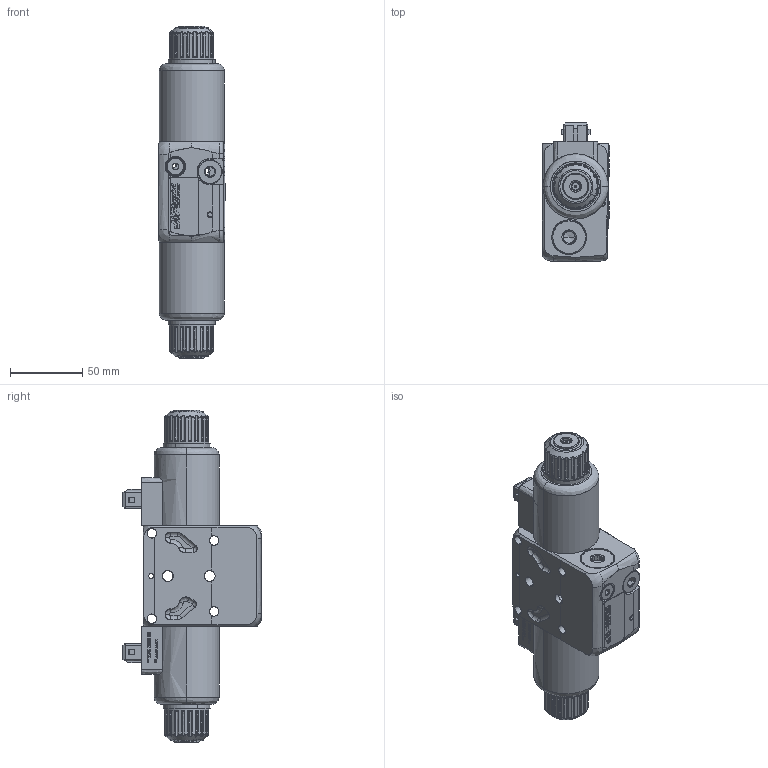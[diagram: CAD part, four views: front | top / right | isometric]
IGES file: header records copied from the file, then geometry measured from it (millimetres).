
Start section: SolidWorks IGES file using analytic representation for surfaces
Global section: file name: CXDH3CA--N---AJ1.igs; native system: SolidWorks 2012; preprocessor: SolidWorks 2012; author: serviziopdm; date: 131010.100746; units: millimetre
Bounding box: 46.48 x 95.9 x 229.5 mm (x, y, z)
Surface area: 66946 mm2 (no closed solid volume)
Topology: 0 solids, 0 shells, 1492 faces, 20035 edges, 20003 vertices
Faces by surface type: bspline 939, revolution 553
